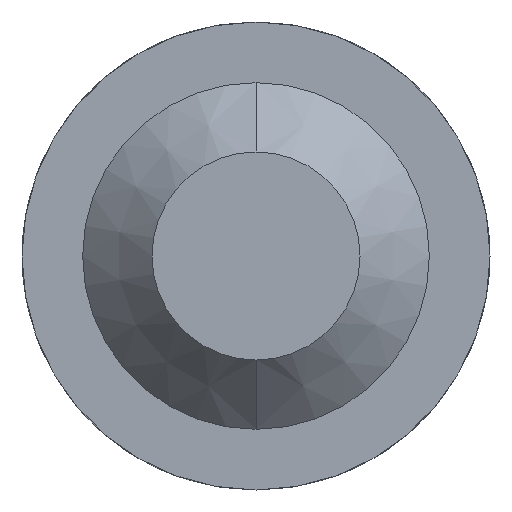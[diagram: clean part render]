
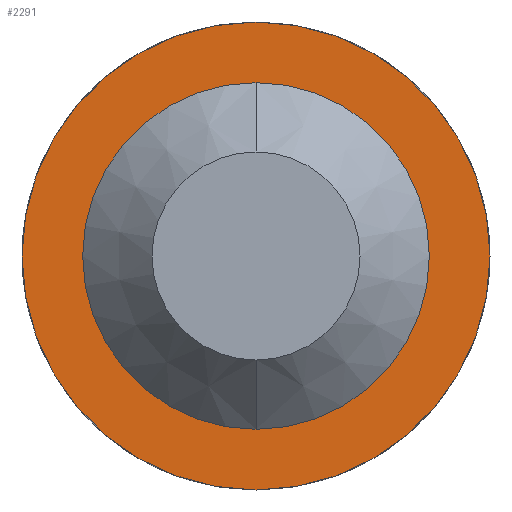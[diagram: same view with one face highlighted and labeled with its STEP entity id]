
A CAD part, front view. The second image highlights one B-rep face of the part: STEP entity #2291.
In plain terms, the highlighted planar face has unit normal (0, -1, 0).
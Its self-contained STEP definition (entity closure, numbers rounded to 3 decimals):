
#155 = VERTEX_POINT ( 'NONE', #1809 ) ;
#273 = VERTEX_POINT ( 'NONE', #3705 ) ;
#393 = CIRCLE ( 'NONE', #2965, 0.5 ) ;
#445 = CARTESIAN_POINT ( 'NONE',  ( 0., 12., 0.675 ) ) ;
#449 = DIRECTION ( 'NONE',  ( 0., 0., -1. ) ) ;
#518 = CARTESIAN_POINT ( 'NONE',  ( 0., 12., 0. ) ) ;
#532 = EDGE_CURVE ( 'Defeature ausgef�hrt2_4+Defeature ausgef�hrt2_5+Defeature ausgef�hrt2_5+Defeature ausgef�hrt2_5', #155, #2996, #2358, .T. ) ;
#628 = CIRCLE ( 'NONE', #3293, 0.5 ) ;
#721 = DIRECTION ( 'NONE',  ( 0., 0., -1. ) ) ;
#829 = CARTESIAN_POINT ( 'NONE',  ( 0., 12., 0.5 ) ) ;
#928 = VERTEX_POINT ( 'NONE', #829 ) ;
#1002 = CARTESIAN_POINT ( 'NONE',  ( 0., 12., 0. ) ) ;
#1080 = CARTESIAN_POINT ( 'NONE',  ( 0.5, 12., 0. ) ) ;
#1107 = CARTESIAN_POINT ( 'NONE',  ( 0., 12., 0. ) ) ;
#1394 = PLANE ( 'NONE',  #3001 ) ;
#1408 = AXIS2_PLACEMENT_3D ( 'NONE', #518, #1715, #3884 ) ;
#1427 = DIRECTION ( 'NONE',  ( 0., 0., -1. ) ) ;
#1516 = EDGE_LOOP ( 'NONE', ( #3633, #3843 ) ) ;
#1542 = CARTESIAN_POINT ( 'NONE',  ( 0., 12., 0. ) ) ;
#1586 = EDGE_CURVE ( 'Defeature ausgef�hrt2_2+Defeature ausgef�hrt2_4+Defeature ausgef�hrt2_4+Defeature ausgef�hrt2_4', #928, #273, #393, .T. ) ;
#1663 = EDGE_CURVE ( 'Defeature ausgef�hrt2_2+Defeature ausgef�hrt2_4+Defeature ausgef�hrt2_4+Defeature ausgef�hrt2_4', #273, #928, #628, .T. ) ;
#1715 = DIRECTION ( 'NONE',  ( 0., -1., 0. ) ) ;
#1809 = CARTESIAN_POINT ( 'NONE',  ( 0., 12., -0.675 ) ) ;
#1893 = EDGE_CURVE ( 'Defeature ausgef�hrt2_4+Defeature ausgef�hrt2_5+Defeature ausgef�hrt2_5+Defeature ausgef�hrt2_5', #2996, #155, #2941, .T. ) ;
#2291 = ADVANCED_FACE ( 'Defeature ausgef�hrt2_4', ( #3562, #3702 ), #1394, .T. ) ;
#2358 = CIRCLE ( 'NONE', #2435, 0.675 ) ;
#2435 = AXIS2_PLACEMENT_3D ( 'NONE', #1107, #2932, #1427 ) ;
#2574 = DIRECTION ( 'NONE',  ( 0., -1., 0. ) ) ;
#2932 = DIRECTION ( 'NONE',  ( 0., -1., 0. ) ) ;
#2941 = CIRCLE ( 'NONE', #1408, 0.675 ) ;
#2965 = AXIS2_PLACEMENT_3D ( 'NONE', #1542, #3114, #3348 ) ;
#2996 = VERTEX_POINT ( 'NONE', #445 ) ;
#3001 = AXIS2_PLACEMENT_3D ( 'NONE', #1080, #3184, #449 ) ;
#3030 = ORIENTED_EDGE ( 'NONE', *, *, #1893, .T. ) ;
#3114 = DIRECTION ( 'NONE',  ( 0., -1., 0. ) ) ;
#3184 = DIRECTION ( 'NONE',  ( 0., -1., 0. ) ) ;
#3282 = EDGE_LOOP ( 'NONE', ( #3391, #3030 ) ) ;
#3293 = AXIS2_PLACEMENT_3D ( 'NONE', #1002, #2574, #721 ) ;
#3348 = DIRECTION ( 'NONE',  ( 0., 0., -1. ) ) ;
#3391 = ORIENTED_EDGE ( 'NONE', *, *, #532, .T. ) ;
#3562 = FACE_OUTER_BOUND ( 'NONE', #3282, .T. ) ;
#3633 = ORIENTED_EDGE ( 'NONE', *, *, #1663, .F. ) ;
#3702 = FACE_BOUND ( 'NONE', #1516, .T. ) ;
#3705 = CARTESIAN_POINT ( 'NONE',  ( 0., 12., -0.5 ) ) ;
#3843 = ORIENTED_EDGE ( 'NONE', *, *, #1586, .F. ) ;
#3884 = DIRECTION ( 'NONE',  ( 0., 0., -1. ) ) ;
